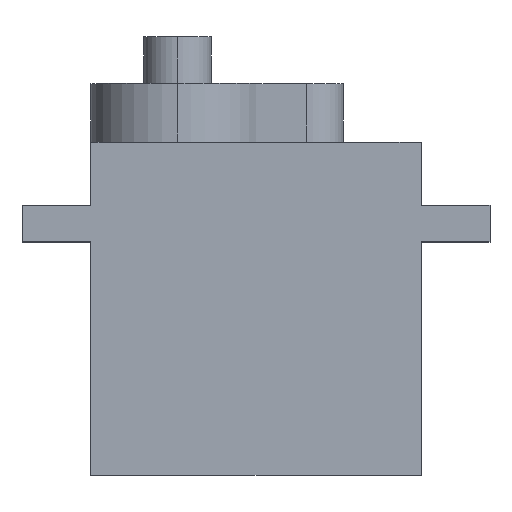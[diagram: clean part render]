
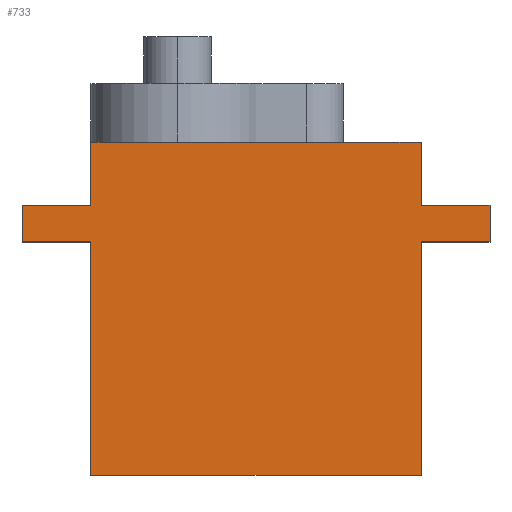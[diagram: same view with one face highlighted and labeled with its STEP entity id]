
A CAD part, top view. The second image highlights one B-rep face of the part: STEP entity #733.
In plain terms, the highlighted planar face has unit normal (0, 0, 1).
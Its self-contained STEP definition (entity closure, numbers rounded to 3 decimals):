
#4 = DIRECTION ( 'NONE',  ( 0., -1., 0. ) ) ;
#7 = VECTOR ( 'NONE', #231, 1000. ) ;
#15 = CARTESIAN_POINT ( 'NONE',  ( -11.25, 0., 0. ) ) ;
#23 = EDGE_LOOP ( 'NONE', ( #1070, #695, #1321, #1116, #537, #1305, #1216, #646, #532, #481, #956, #161, #590 ) ) ;
#24 = LINE ( 'NONE', #351, #339 ) ;
#43 = CARTESIAN_POINT ( 'NONE',  ( 15.95, 18.4, 0. ) ) ;
#61 = CARTESIAN_POINT ( 'NONE',  ( 11.25, 18.4, 0. ) ) ;
#63 = LINE ( 'NONE', #816, #1182 ) ;
#90 = VERTEX_POINT ( 'NONE', #201 ) ;
#123 = EDGE_CURVE ( 'NONE', #235, #741, #1320, .T. ) ;
#126 = LINE ( 'NONE', #1241, #1281 ) ;
#130 = VERTEX_POINT ( 'NONE', #1257 ) ;
#158 = VERTEX_POINT ( 'NONE', #410 ) ;
#161 = ORIENTED_EDGE ( 'NONE', *, *, #1219, .T. ) ;
#175 = VERTEX_POINT ( 'NONE', #212 ) ;
#190 = DIRECTION ( 'NONE',  ( -1., 0., 0. ) ) ;
#201 = CARTESIAN_POINT ( 'NONE',  ( -11.25, 18.4, 0. ) ) ;
#212 = CARTESIAN_POINT ( 'NONE',  ( -11.25, 22.7, 0. ) ) ;
#217 = EDGE_CURVE ( 'NONE', #869, #999, #1180, .T. ) ;
#219 = DIRECTION ( 'NONE',  ( 0., -1., 0. ) ) ;
#227 = LINE ( 'NONE', #371, #591 ) ;
#229 = CARTESIAN_POINT ( 'NONE',  ( 15.95, 18.4, 0. ) ) ;
#231 = DIRECTION ( 'NONE',  ( -1., 0., 0. ) ) ;
#235 = VERTEX_POINT ( 'NONE', #728 ) ;
#254 = VECTOR ( 'NONE', #446, 1000. ) ;
#255 = CARTESIAN_POINT ( 'NONE',  ( -11.25, 0., 0. ) ) ;
#299 = EDGE_CURVE ( 'NONE', #869, #90, #1284, .T. ) ;
#304 = DIRECTION ( 'NONE',  ( 0., -1., 0. ) ) ;
#311 = LINE ( 'NONE', #1202, #1111 ) ;
#339 = VECTOR ( 'NONE', #1011, 1000. ) ;
#351 = CARTESIAN_POINT ( 'NONE',  ( -15.95, 15.9, 0. ) ) ;
#371 = CARTESIAN_POINT ( 'NONE',  ( 11.25, 22.7, 0. ) ) ;
#373 = VECTOR ( 'NONE', #927, 1000. ) ;
#406 = CARTESIAN_POINT ( 'NONE',  ( -15.95, 18.4, 0. ) ) ;
#410 = CARTESIAN_POINT ( 'NONE',  ( 15.95, 15.9, 0. ) ) ;
#430 = VERTEX_POINT ( 'NONE', #1291 ) ;
#446 = DIRECTION ( 'NONE',  ( 0., -1., 0. ) ) ;
#449 = LINE ( 'NONE', #43, #849 ) ;
#455 = DIRECTION ( 'NONE',  ( -1., 0., 0. ) ) ;
#472 = DIRECTION ( 'NONE',  ( 0., 0., -1. ) ) ;
#481 = ORIENTED_EDGE ( 'NONE', *, *, #736, .T. ) ;
#491 = DIRECTION ( 'NONE',  ( 0., -1., 0. ) ) ;
#500 = VERTEX_POINT ( 'NONE', #680 ) ;
#505 = DIRECTION ( 'NONE',  ( -1., 0., 0. ) ) ;
#532 = ORIENTED_EDGE ( 'NONE', *, *, #938, .F. ) ;
#537 = ORIENTED_EDGE ( 'NONE', *, *, #1208, .T. ) ;
#590 = ORIENTED_EDGE ( 'NONE', *, *, #672, .T. ) ;
#591 = VECTOR ( 'NONE', #190, 1000. ) ;
#595 = DIRECTION ( 'NONE',  ( -1., 0., 0. ) ) ;
#611 = VERTEX_POINT ( 'NONE', #61 ) ;
#616 = CARTESIAN_POINT ( 'NONE',  ( -11.25, 15.9, 0. ) ) ;
#619 = DIRECTION ( 'NONE',  ( -1., 0., 0. ) ) ;
#642 = LINE ( 'NONE', #15, #1004 ) ;
#646 = ORIENTED_EDGE ( 'NONE', *, *, #1100, .F. ) ;
#672 = EDGE_CURVE ( 'NONE', #430, #175, #227, .T. ) ;
#680 = CARTESIAN_POINT ( 'NONE',  ( 11.25, 15.9, 0. ) ) ;
#694 = AXIS2_PLACEMENT_3D ( 'NONE', #1112, #472, #595 ) ;
#695 = ORIENTED_EDGE ( 'NONE', *, *, #299, .F. ) ;
#704 = CARTESIAN_POINT ( 'NONE',  ( -15.95, 18.4, 0. ) ) ;
#728 = CARTESIAN_POINT ( 'NONE',  ( 11.25, 0., 0. ) ) ;
#733 = ADVANCED_FACE ( 'NONE', ( #782 ), #904, .F. ) ;
#736 = EDGE_CURVE ( 'NONE', #1263, #611, #449, .T. ) ;
#741 = VERTEX_POINT ( 'NONE', #751 ) ;
#747 = EDGE_CURVE ( 'NONE', #500, #235, #1054, .T. ) ;
#751 = CARTESIAN_POINT ( 'NONE',  ( -11.25, 0., 0. ) ) ;
#780 = VERTEX_POINT ( 'NONE', #616 ) ;
#782 = FACE_OUTER_BOUND ( 'NONE', #23, .T. ) ;
#802 = LINE ( 'NONE', #255, #254 ) ;
#816 = CARTESIAN_POINT ( 'NONE',  ( 11.25, 0., 0. ) ) ;
#826 = CARTESIAN_POINT ( 'NONE',  ( 11.25, 0., 0. ) ) ;
#849 = VECTOR ( 'NONE', #619, 1000. ) ;
#869 = VERTEX_POINT ( 'NONE', #1286 ) ;
#904 = PLANE ( 'NONE',  #694 ) ;
#927 = DIRECTION ( 'NONE',  ( 1., 0., 0. ) ) ;
#938 = EDGE_CURVE ( 'NONE', #1263, #158, #1115, .T. ) ;
#956 = ORIENTED_EDGE ( 'NONE', *, *, #1120, .F. ) ;
#961 = VECTOR ( 'NONE', #491, 1000. ) ;
#982 = EDGE_CURVE ( 'NONE', #175, #90, #802, .T. ) ;
#999 = VERTEX_POINT ( 'NONE', #1098 ) ;
#1004 = VECTOR ( 'NONE', #219, 1000. ) ;
#1011 = DIRECTION ( 'NONE',  ( 1., 0., 0. ) ) ;
#1035 = CARTESIAN_POINT ( 'NONE',  ( 11.25, 0., 0. ) ) ;
#1054 = LINE ( 'NONE', #1035, #961 ) ;
#1062 = EDGE_CURVE ( 'NONE', #999, #780, #24, .T. ) ;
#1070 = ORIENTED_EDGE ( 'NONE', *, *, #982, .T. ) ;
#1072 = CARTESIAN_POINT ( 'NONE',  ( 15.95, 18.4, 0. ) ) ;
#1080 = VECTOR ( 'NONE', #304, 1000. ) ;
#1098 = CARTESIAN_POINT ( 'NONE',  ( -15.95, 15.9, 0. ) ) ;
#1100 = EDGE_CURVE ( 'NONE', #158, #500, #311, .T. ) ;
#1111 = VECTOR ( 'NONE', #455, 1000. ) ;
#1112 = CARTESIAN_POINT ( 'NONE',  ( 11.25, 0., 0. ) ) ;
#1115 = LINE ( 'NONE', #1072, #1152 ) ;
#1116 = ORIENTED_EDGE ( 'NONE', *, *, #1062, .T. ) ;
#1120 = EDGE_CURVE ( 'NONE', #130, #611, #63, .T. ) ;
#1152 = VECTOR ( 'NONE', #1175, 1000. ) ;
#1175 = DIRECTION ( 'NONE',  ( 0., -1., 0. ) ) ;
#1180 = LINE ( 'NONE', #406, #1080 ) ;
#1182 = VECTOR ( 'NONE', #4, 1000. ) ;
#1202 = CARTESIAN_POINT ( 'NONE',  ( 15.95, 15.9, 0. ) ) ;
#1208 = EDGE_CURVE ( 'NONE', #780, #741, #642, .T. ) ;
#1216 = ORIENTED_EDGE ( 'NONE', *, *, #747, .F. ) ;
#1219 = EDGE_CURVE ( 'NONE', #130, #430, #126, .T. ) ;
#1241 = CARTESIAN_POINT ( 'NONE',  ( 11.25, 22.7, 0. ) ) ;
#1257 = CARTESIAN_POINT ( 'NONE',  ( 11.25, 22.7, 0. ) ) ;
#1263 = VERTEX_POINT ( 'NONE', #229 ) ;
#1281 = VECTOR ( 'NONE', #505, 1000. ) ;
#1284 = LINE ( 'NONE', #704, #373 ) ;
#1286 = CARTESIAN_POINT ( 'NONE',  ( -15.95, 18.4, 0. ) ) ;
#1291 = CARTESIAN_POINT ( 'NONE',  ( -5.35, 22.7, 0. ) ) ;
#1305 = ORIENTED_EDGE ( 'NONE', *, *, #123, .F. ) ;
#1320 = LINE ( 'NONE', #826, #7 ) ;
#1321 = ORIENTED_EDGE ( 'NONE', *, *, #217, .T. ) ;
